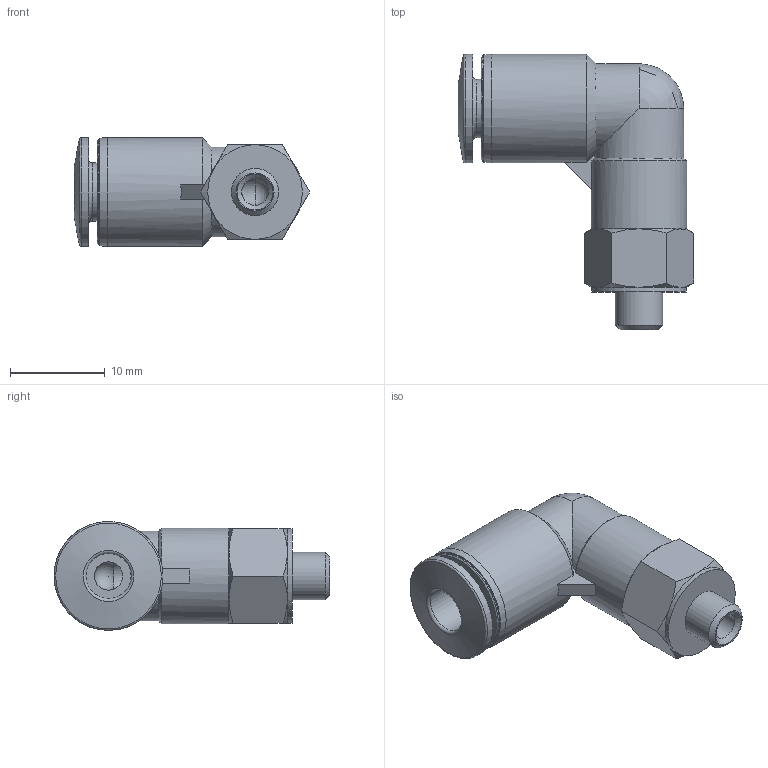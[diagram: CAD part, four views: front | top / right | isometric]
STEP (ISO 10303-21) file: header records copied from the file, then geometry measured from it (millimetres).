
FILE_DESCRIPTION(/* description */ ('STEP AP214'),/* implementation_level */ '2;1');
FILE_NAME(/* name */ '533230_QBL-M5-3_16-U-M',/* time_stamp */ '2024-09-14T03:14:23+02:00',/* author */ ('License CC BY-ND 4.0'),/* organization */ ('CADENAS'),/* preprocessor_version */ 'ST-DEVELOPER v19.3',/* originating_system */ 'PARTsolutions',/* authorisation */ ' ');
FILE_SCHEMA (('AUTOMOTIVE_DESIGN {1 0 10303 214 3 1 1}'));
Length unit declared in the file: millimetre
Products named in the file (1): 533230 QBL-M5-3/16-U-M
Bounding box: 24.87 x 29.15 x 11.5 mm (x, y, z)
Volume: 2854.9 mm3; surface area: 2097.7 mm2
Topology: 1 solids, 1 shells, 52 faces, 118 edges, 70 vertices
Faces by surface type: cone 19, plane 16, cylinder 12, torus 3, sphere 2
Full cylindrical faces by diameter (mm): 2.8 x1, 3 x1, 4.768 x1, 5 x1, 6.168 x1, 10 x1, 10.1 x1, 11.1 x1, 11.5 x2
Entity records: 1712 total; most frequent: CARTESIAN_POINT 308, DIRECTION 212, ORIENTED_EDGE 182, AXIS2_PLACEMENT_3D 99, EDGE_CURVE 91, EDGE_LOOP 77, FACE_BOUND 77, VERTEX_POINT 64
